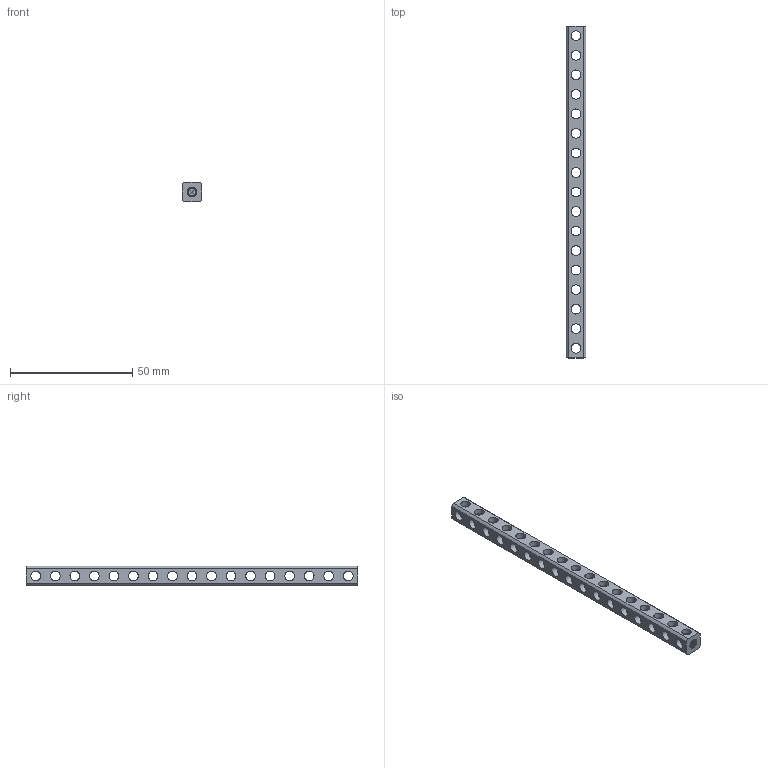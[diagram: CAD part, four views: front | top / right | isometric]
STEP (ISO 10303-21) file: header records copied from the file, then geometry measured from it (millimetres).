
FILE_DESCRIPTION( ( '' ), ' ' );
FILE_NAME( '5a2ac6e172ac810ef6302d8b.step', '2017-12-08T17:07:46', ( '' ), ( '' ), ' ', ' ', ' ' );
FILE_SCHEMA( ( 'AUTOMOTIVE_DESIGN { 1 0 10303 214 1 1 1 1 }' ) );
Length unit declared in the file: metre
Products named in the file (1): 1119-0017-0136
Bounding box: 8 x 136 x 8 mm (x, y, z)
Volume: 5637.2 mm3; surface area: 5779.5 mm2
Topology: 1 solids, 1 shells, 152 faces, 682 edges, 492 vertices
Faces by surface type: cylinder 116, bspline 26, plane 8, cone 2
Full cylindrical faces by diameter (mm): 4 x68
Entity records: 10781 total; most frequent: CARTESIAN_POINT 4694, ORIENTED_EDGE 1228, DIRECTION 818, EDGE_CURVE 614, VERTEX_POINT 492, AXIS2_PLACEMENT_3D 401, EDGE_LOOP 290, FACE_OUTER_BOUND 220
